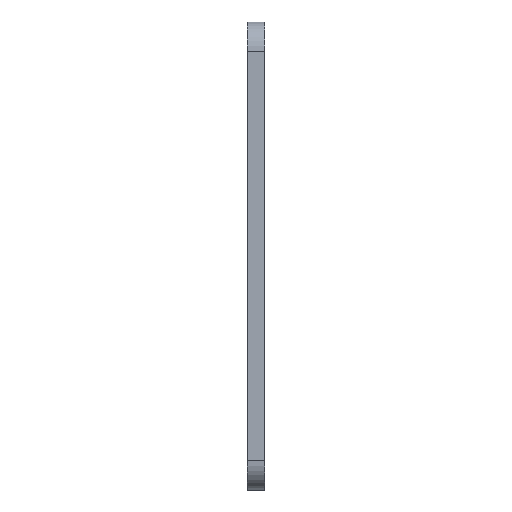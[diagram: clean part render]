
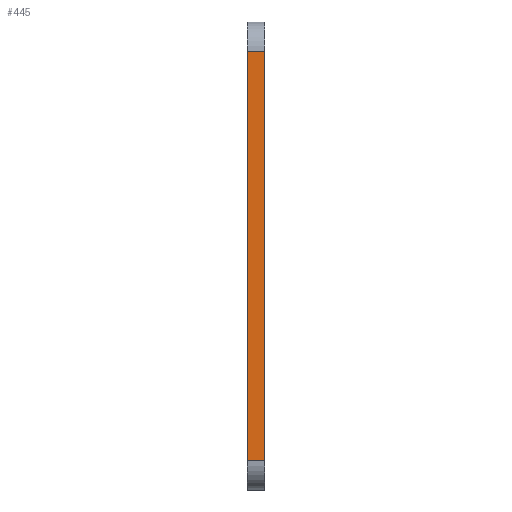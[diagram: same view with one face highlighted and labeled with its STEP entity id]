
A CAD part, front view. The second image highlights one B-rep face of the part: STEP entity #445.
In plain terms, the highlighted planar face has unit normal (0, -1, 0).
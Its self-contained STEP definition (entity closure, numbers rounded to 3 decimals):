
#14 = LINE ( 'NONE', #311, #713 ) ;
#53 = AXIS2_PLACEMENT_3D ( 'NONE', #558, #111, #861 ) ;
#111 = DIRECTION ( 'NONE',  ( 0., 1., 0. ) ) ;
#179 = LINE ( 'NONE', #949, #455 ) ;
#204 = EDGE_CURVE ( 'NONE', #704, #860, #512, .T. ) ;
#236 = EDGE_LOOP ( 'NONE', ( #385, #359, #927, #767 ) ) ;
#294 = EDGE_CURVE ( 'NONE', #783, #785, #14, .T. ) ;
#311 = CARTESIAN_POINT ( 'NONE',  ( 0., -23.28, 35. ) ) ;
#334 = LINE ( 'NONE', #637, #554 ) ;
#359 = ORIENTED_EDGE ( 'NONE', *, *, #294, .T. ) ;
#385 = ORIENTED_EDGE ( 'NONE', *, *, #940, .F. ) ;
#445 = ADVANCED_FACE ( 'NONE', ( #944 ), #868, .F. ) ;
#450 = CARTESIAN_POINT ( 'NONE',  ( 3., -23.28, 35. ) ) ;
#455 = VECTOR ( 'NONE', #551, 1000. ) ;
#467 = CARTESIAN_POINT ( 'NONE',  ( 3., -23.28, -35. ) ) ;
#508 = EDGE_CURVE ( 'NONE', #785, #704, #334, .T. ) ;
#512 = LINE ( 'NONE', #726, #623 ) ;
#551 = DIRECTION ( 'NONE',  ( 0., 0., -1. ) ) ;
#554 = VECTOR ( 'NONE', #561, 1000. ) ;
#558 = CARTESIAN_POINT ( 'NONE',  ( 0., -23.28, 40. ) ) ;
#561 = DIRECTION ( 'NONE',  ( 0., 0., -1. ) ) ;
#601 = DIRECTION ( 'NONE',  ( -1., 0., 0. ) ) ;
#623 = VECTOR ( 'NONE', #954, 1000. ) ;
#637 = CARTESIAN_POINT ( 'NONE',  ( 0., -23.28, 40. ) ) ;
#704 = VERTEX_POINT ( 'NONE', #957 ) ;
#713 = VECTOR ( 'NONE', #601, 1000. ) ;
#726 = CARTESIAN_POINT ( 'NONE',  ( 0., -23.28, -35. ) ) ;
#767 = ORIENTED_EDGE ( 'NONE', *, *, #204, .T. ) ;
#783 = VERTEX_POINT ( 'NONE', #450 ) ;
#785 = VERTEX_POINT ( 'NONE', #913 ) ;
#860 = VERTEX_POINT ( 'NONE', #467 ) ;
#861 = DIRECTION ( 'NONE',  ( 0., 0., 1. ) ) ;
#868 = PLANE ( 'NONE',  #53 ) ;
#913 = CARTESIAN_POINT ( 'NONE',  ( 0., -23.28, 35. ) ) ;
#927 = ORIENTED_EDGE ( 'NONE', *, *, #508, .T. ) ;
#940 = EDGE_CURVE ( 'NONE', #783, #860, #179, .T. ) ;
#944 = FACE_OUTER_BOUND ( 'NONE', #236, .T. ) ;
#949 = CARTESIAN_POINT ( 'NONE',  ( 3., -23.28, 40. ) ) ;
#954 = DIRECTION ( 'NONE',  ( 1., 0., 0. ) ) ;
#957 = CARTESIAN_POINT ( 'NONE',  ( 0., -23.28, -35. ) ) ;
